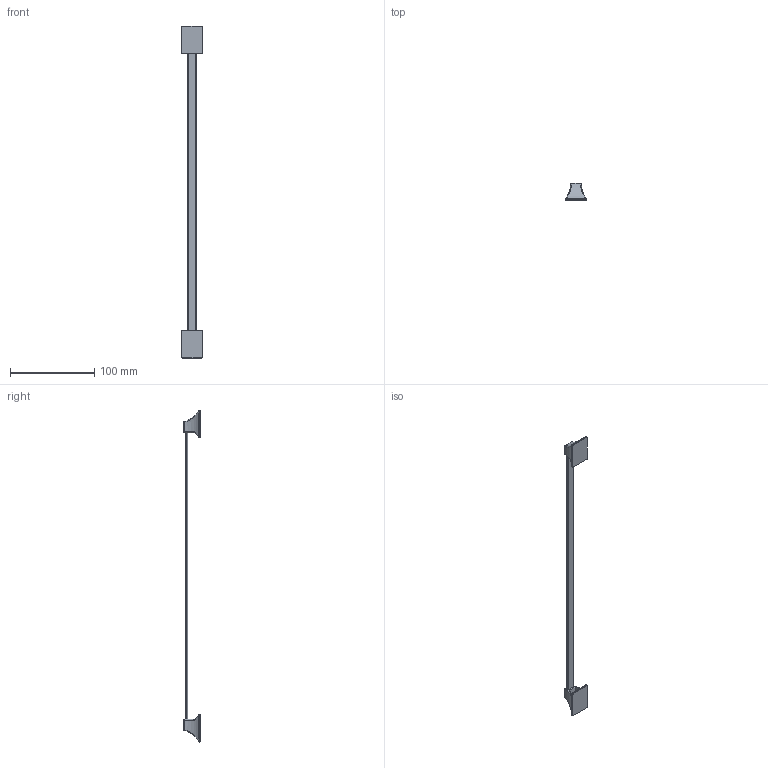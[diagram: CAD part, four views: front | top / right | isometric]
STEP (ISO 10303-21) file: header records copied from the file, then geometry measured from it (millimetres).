
FILE_DESCRIPTION(('Creo Elements/Direct Modeling STEP Export'),'2;1');
FILE_NAME('H207-394.stp','2021-09-03T 8:11:40',(''),(''),'Creo Elements/Direct Modeling STEP processor for AP214 (Solid Model)','Creo Elements/Direct Modeling 20.0 12-Nov-2016 (C) Parametric Technology GmbH','');
FILE_SCHEMA(('AUTOMOTIVE_DESIGN { 1 0 10303 214 1 1 1 1 }'));
Length unit declared in the file: millimetre
Products named in the file (6): Reling; Halter.01; Selbstkleber; Seitenteil_Gesamt.01; Seitenteil_Gesamt; Krawattenhalter
Assembly tree (7 placements, depth 3):
  Krawattenhalter
    Seitenteil_Gesamt
      Selbstkleber
      Halter.01
    Seitenteil_Gesamt.01
      Selbstkleber
      Halter.01
    Reling
Bounding box: 25 x 20 x 393.74 mm (x, y, z)
Volume: 18318 mm3; surface area: 19186.2 mm2
Topology: 5 solids, 5 shells, 188 faces, 448 edges, 264 vertices
Faces by surface type: cylinder 70, bspline 64, plane 46, sphere 8
Entity records: 7189 total; most frequent: CARTESIAN_POINT 4947, ORIENTED_EDGE 488, DIRECTION 358, EDGE_CURVE 244, VERTEX_POINT 144, AXIS2_PLACEMENT_3D 131, EDGE_LOOP 108, FACE_OUTER_BOUND 107
